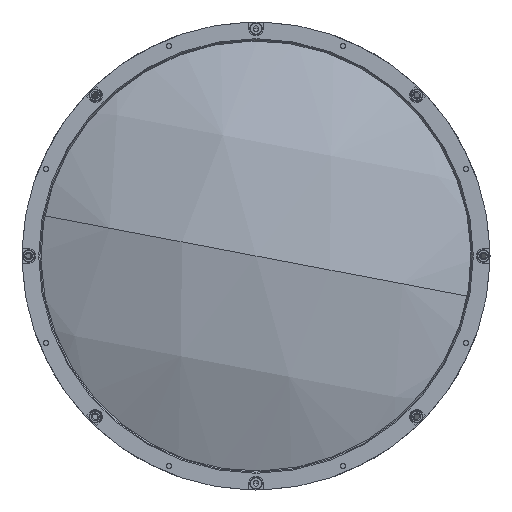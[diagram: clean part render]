
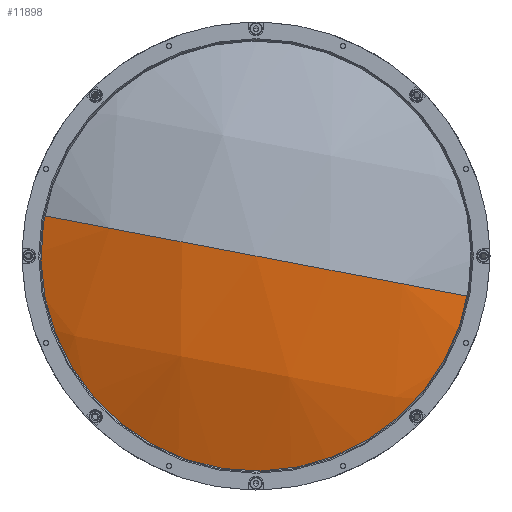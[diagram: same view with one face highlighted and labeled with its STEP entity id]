
A CAD part, left-side view. The second image highlights one B-rep face of the part: STEP entity #11898.
In plain terms, the highlighted spherical face has radius 231.3 mm.
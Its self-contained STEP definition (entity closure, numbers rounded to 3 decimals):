
#338 = CARTESIAN_POINT ( 'NONE',  ( 228.685, 0., 0. ) ) ;
#1103 = VERTEX_POINT ( 'NONE', #2546 ) ;
#2546 = CARTESIAN_POINT ( 'NONE',  ( 19.407, 96.77, 18.381 ) ) ;
#2626 = FACE_OUTER_BOUND ( 'NONE', #25947, .T. ) ;
#2636 = DIRECTION ( 'NONE',  ( 0., -0.982, -0.187 ) ) ;
#3399 = ORIENTED_EDGE ( 'NONE', *, *, #23957, .T. ) ;
#3693 = CARTESIAN_POINT ( 'NONE',  ( 19.407, 0., 0. ) ) ;
#5071 = EDGE_CURVE ( 'NONE', #1103, #14243, #23566, .T. ) ;
#5728 = DIRECTION ( 'NONE',  ( 0., 0.187, -0.982 ) ) ;
#5940 = VERTEX_POINT ( 'NONE', #21703 ) ;
#6023 = DIRECTION ( 'NONE',  ( 0., 0.187, -0.982 ) ) ;
#6033 = AXIS2_PLACEMENT_3D ( 'NONE', #28666, #8112, #24210 ) ;
#6878 = AXIS2_PLACEMENT_3D ( 'NONE', #3693, #19822, #6023 ) ;
#7657 = AXIS2_PLACEMENT_3D ( 'NONE', #19538, #5728, #21859 ) ;
#7961 = ORIENTED_EDGE ( 'NONE', *, *, #5071, .F. ) ;
#7994 = CIRCLE ( 'NONE', #7657, 231.3 ) ;
#8068 = SPHERICAL_SURFACE ( 'NONE', #6033, 231.3 ) ;
#8112 = DIRECTION ( 'NONE',  ( 0., 0.187, -0.982 ) ) ;
#11898 = ADVANCED_FACE ( 'NONE', ( #2626 ), #8068, .T. ) ;
#13208 = CARTESIAN_POINT ( 'NONE',  ( -2.615, 0., 0. ) ) ;
#13658 = ORIENTED_EDGE ( 'NONE', *, *, #14481, .T. ) ;
#14243 = VERTEX_POINT ( 'NONE', #13208 ) ;
#14481 = EDGE_CURVE ( 'NONE', #5940, #14243, #7994, .T. ) ;
#16055 = AXIS2_PLACEMENT_3D ( 'NONE', #338, #16453, #2636 ) ;
#16453 = DIRECTION ( 'NONE',  ( 0., -0.187, 0.982 ) ) ;
#18365 = CIRCLE ( 'NONE', #6878, 98.5 ) ;
#19538 = CARTESIAN_POINT ( 'NONE',  ( 228.685, 0., 0. ) ) ;
#19822 = DIRECTION ( 'NONE',  ( -1., 0., 0. ) ) ;
#21703 = CARTESIAN_POINT ( 'NONE',  ( 19.407, -96.77, -18.381 ) ) ;
#21859 = DIRECTION ( 'NONE',  ( 0., 0.982, 0.187 ) ) ;
#23566 = CIRCLE ( 'NONE', #16055, 231.3 ) ;
#23957 = EDGE_CURVE ( 'NONE', #1103, #5940, #18365, .T. ) ;
#24210 = DIRECTION ( 'NONE',  ( 0., 0.982, 0.187 ) ) ;
#25947 = EDGE_LOOP ( 'NONE', ( #3399, #13658, #7961 ) ) ;
#28666 = CARTESIAN_POINT ( 'NONE',  ( 228.685, 0., 0. ) ) ;
